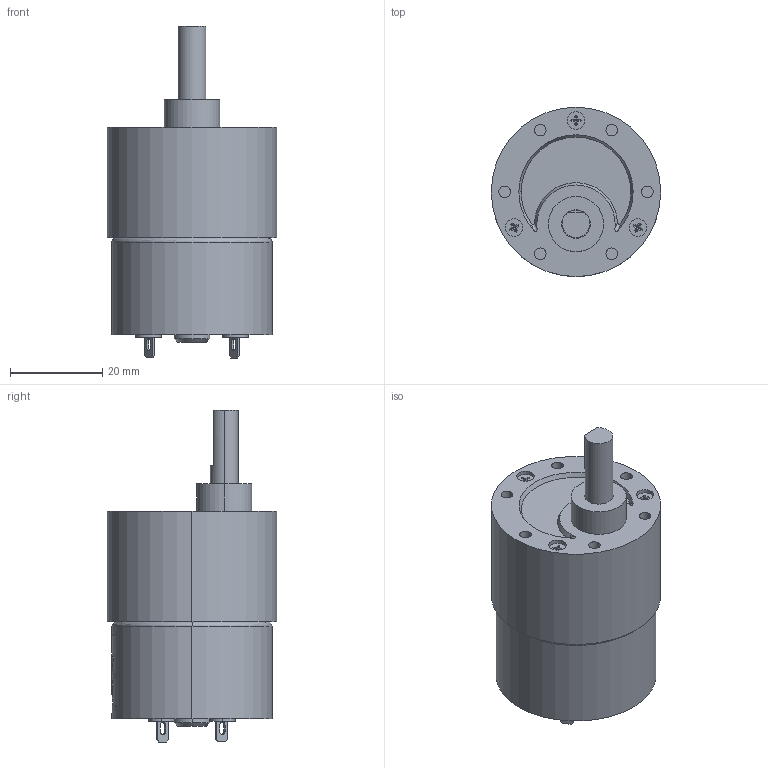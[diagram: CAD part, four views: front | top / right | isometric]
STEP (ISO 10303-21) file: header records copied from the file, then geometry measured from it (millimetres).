
FILE_DESCRIPTION (( 'STEP AP214' ), '1' );
FILE_NAME ('37d-gearmotor-100rpm.STEP', '2021-09-15T11:14:48', ( '' ), ( '' ), 'SwSTEP 2.0', 'SolidWorks 2020', '' );
FILE_SCHEMA (( 'AUTOMOTIVE_DESIGN' ));
Length unit declared in the file: millimetre
Products named in the file (1): 37d-gearmotor-100rpm
Bounding box: 36.8 x 36.8 x 72.1 mm (x, y, z)
Volume: 45191.7 mm3; surface area: 8929.6 mm2
Topology: 1 solids, 1 shells, 253 faces, 575 edges, 354 vertices
Faces by surface type: plane 174, cylinder 53, bspline 18, cone 8
Entity records: 11882 total; most frequent: CARTESIAN_POINT 3729, ORIENTED_EDGE 1150, DIRECTION 1131, EDGE_CURVE 575, VECTOR 407, LINE 407, AXIS2_PLACEMENT_3D 362, VERTEX_POINT 354
